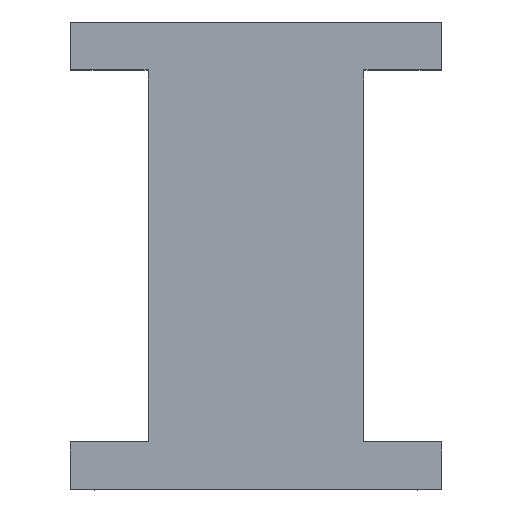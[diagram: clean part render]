
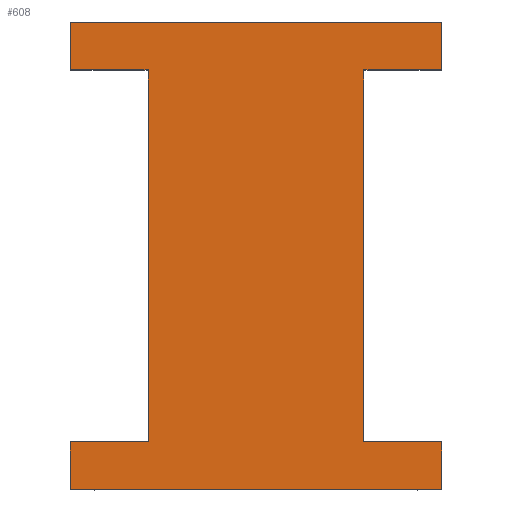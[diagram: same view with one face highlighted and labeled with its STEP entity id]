
A CAD part, top view. The second image highlights one B-rep face of the part: STEP entity #608.
In plain terms, the highlighted planar face has unit normal (0, 0, 1).
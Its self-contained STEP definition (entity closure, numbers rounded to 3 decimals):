
#48=PLANE('',#686);
#86=FACE_OUTER_BOUND('',#128,.T.);
#128=EDGE_LOOP('',(#551,#552,#553,#554,#555,#556,#557,#558,#559,#560,#561,
#562));
#162=LINE('',#999,#218);
#164=LINE('',#1003,#220);
#166=LINE('',#1007,#222);
#168=LINE('',#1011,#224);
#170=LINE('',#1015,#226);
#172=LINE('',#1019,#228);
#174=LINE('',#1023,#230);
#176=LINE('',#1027,#232);
#178=LINE('',#1031,#234);
#180=LINE('',#1035,#236);
#182=LINE('',#1039,#238);
#184=LINE('',#1042,#240);
#218=VECTOR('',#826,10.);
#220=VECTOR('',#830,10.);
#222=VECTOR('',#834,10.);
#224=VECTOR('',#838,10.);
#226=VECTOR('',#842,10.);
#228=VECTOR('',#846,10.);
#230=VECTOR('',#850,10.);
#232=VECTOR('',#854,10.);
#234=VECTOR('',#858,10.);
#236=VECTOR('',#862,10.);
#238=VECTOR('',#866,10.);
#240=VECTOR('',#870,10.);
#305=VERTEX_POINT('',#996);
#306=VERTEX_POINT('',#998);
#307=VERTEX_POINT('',#1002);
#308=VERTEX_POINT('',#1006);
#309=VERTEX_POINT('',#1010);
#310=VERTEX_POINT('',#1014);
#311=VERTEX_POINT('',#1018);
#312=VERTEX_POINT('',#1022);
#313=VERTEX_POINT('',#1026);
#314=VERTEX_POINT('',#1030);
#315=VERTEX_POINT('',#1034);
#316=VERTEX_POINT('',#1038);
#376=EDGE_CURVE('',#306,#305,#162,.T.);
#378=EDGE_CURVE('',#307,#306,#164,.T.);
#380=EDGE_CURVE('',#308,#307,#166,.T.);
#382=EDGE_CURVE('',#309,#308,#168,.T.);
#384=EDGE_CURVE('',#310,#309,#170,.T.);
#386=EDGE_CURVE('',#311,#310,#172,.T.);
#388=EDGE_CURVE('',#312,#311,#174,.T.);
#390=EDGE_CURVE('',#313,#312,#176,.T.);
#392=EDGE_CURVE('',#314,#313,#178,.T.);
#394=EDGE_CURVE('',#315,#314,#180,.T.);
#396=EDGE_CURVE('',#316,#315,#182,.T.);
#398=EDGE_CURVE('',#305,#316,#184,.T.);
#551=ORIENTED_EDGE('',*,*,#398,.T.);
#552=ORIENTED_EDGE('',*,*,#396,.T.);
#553=ORIENTED_EDGE('',*,*,#394,.T.);
#554=ORIENTED_EDGE('',*,*,#392,.T.);
#555=ORIENTED_EDGE('',*,*,#390,.T.);
#556=ORIENTED_EDGE('',*,*,#388,.T.);
#557=ORIENTED_EDGE('',*,*,#386,.T.);
#558=ORIENTED_EDGE('',*,*,#384,.T.);
#559=ORIENTED_EDGE('',*,*,#382,.T.);
#560=ORIENTED_EDGE('',*,*,#380,.T.);
#561=ORIENTED_EDGE('',*,*,#378,.T.);
#562=ORIENTED_EDGE('',*,*,#376,.T.);
#608=ADVANCED_FACE('',(#86),#48,.T.);
#686=AXIS2_PLACEMENT_3D('',#1043,#871,#872);
#826=DIRECTION('',(0.,1.,0.));
#830=DIRECTION('',(1.,0.,0.));
#834=DIRECTION('',(0.,1.,0.));
#838=DIRECTION('',(-1.,0.,0.));
#842=DIRECTION('',(0.,1.,0.));
#846=DIRECTION('',(1.,0.,0.));
#850=DIRECTION('',(0.,-1.,0.));
#854=DIRECTION('',(-1.,0.,0.));
#858=DIRECTION('',(0.,-1.,0.));
#862=DIRECTION('',(1.,0.,0.));
#866=DIRECTION('',(0.,-1.,0.));
#870=DIRECTION('',(-1.,0.,0.));
#871=DIRECTION('center_axis',(0.,0.,1.));
#872=DIRECTION('ref_axis',(1.,0.,0.));
#996=CARTESIAN_POINT('',(15.5,19.5,1.6));
#998=CARTESIAN_POINT('',(15.5,15.5,1.6));
#999=CARTESIAN_POINT('',(15.5,-19.5,1.6));
#1002=CARTESIAN_POINT('',(9.,15.5,1.6));
#1003=CARTESIAN_POINT('',(-17.1,15.5,1.6));
#1006=CARTESIAN_POINT('',(9.,-15.5,1.6));
#1007=CARTESIAN_POINT('',(9.,-19.5,1.6));
#1010=CARTESIAN_POINT('',(15.5,-15.5,1.6));
#1011=CARTESIAN_POINT('',(-17.1,-15.5,1.6));
#1014=CARTESIAN_POINT('',(15.5,-19.5,1.6));
#1015=CARTESIAN_POINT('',(15.5,-19.5,1.6));
#1018=CARTESIAN_POINT('',(-15.5,-19.5,1.6));
#1019=CARTESIAN_POINT('',(17.1,-19.5,1.6));
#1022=CARTESIAN_POINT('',(-15.5,-15.5,1.6));
#1023=CARTESIAN_POINT('',(-15.5,19.5,1.6));
#1026=CARTESIAN_POINT('',(-9.,-15.5,1.6));
#1027=CARTESIAN_POINT('',(-17.1,-15.5,1.6));
#1030=CARTESIAN_POINT('',(-9.,15.5,1.6));
#1031=CARTESIAN_POINT('',(-9.,19.5,1.6));
#1034=CARTESIAN_POINT('',(-15.5,15.5,1.6));
#1035=CARTESIAN_POINT('',(-17.1,15.5,1.6));
#1038=CARTESIAN_POINT('',(-15.5,19.5,1.6));
#1039=CARTESIAN_POINT('',(-15.5,19.5,1.6));
#1042=CARTESIAN_POINT('',(-17.1,19.5,1.6));
#1043=CARTESIAN_POINT('Origin',(0.,0.,
1.6));
